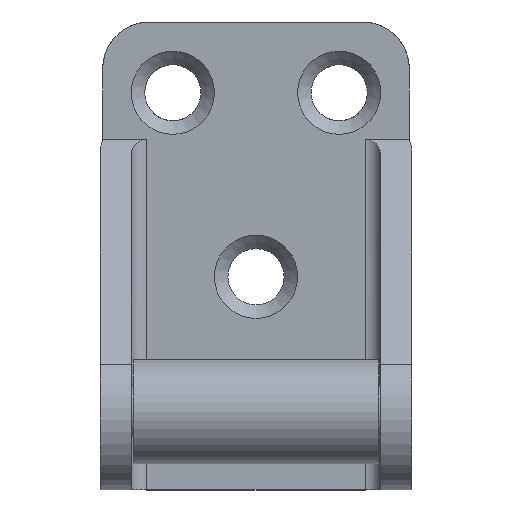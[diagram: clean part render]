
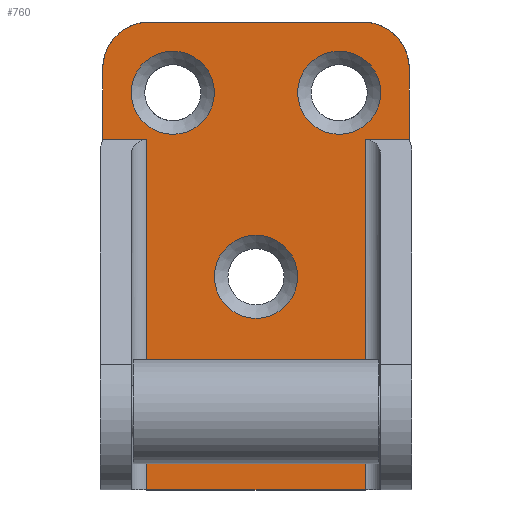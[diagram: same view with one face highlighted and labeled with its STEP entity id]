
A CAD part, top view. The second image highlights one B-rep face of the part: STEP entity #760.
In plain terms, the highlighted planar face has unit normal (0, 0, 1).
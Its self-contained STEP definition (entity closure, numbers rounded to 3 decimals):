
#10 = LINE ( 'NONE', #7657, #13691 ) ;
#23 = CARTESIAN_POINT ( 'NONE',  ( 14.743, 18., -10.75 ) ) ;
#224 = LINE ( 'NONE', #4404, #11441 ) ;
#230 = CARTESIAN_POINT ( 'NONE',  ( -10.5, -22.5, -10.75 ) ) ;
#263 = CARTESIAN_POINT ( 'NONE',  ( 8., 19.7, -10.75 ) ) ;
#479 = VERTEX_POINT ( 'NONE', #263 ) ;
#507 = CARTESIAN_POINT ( 'NONE',  ( -8., 15.7, -10.75 ) ) ;
#760 = ADVANCED_FACE ( 'NONE', ( #15489, #2250, #4542, #6053 ), #12745, .F. ) ;
#1378 = LINE ( 'NONE', #8076, #3863 ) ;
#1587 = EDGE_CURVE ( 'NONE', #4096, #7602, #14564, .T. ) ;
#1737 = DIRECTION ( 'NONE',  ( 0., 1., 0. ) ) ;
#1968 = DIRECTION ( 'NONE',  ( -1., 0., 0. ) ) ;
#2072 = DIRECTION ( 'NONE',  ( -1., 0., 0. ) ) ;
#2103 = ORIENTED_EDGE ( 'NONE', *, *, #7639, .F. ) ;
#2203 = DIRECTION ( 'NONE',  ( 0., 1., 0. ) ) ;
#2250 = FACE_BOUND ( 'NONE', #5733, .T. ) ;
#2260 = DIRECTION ( 'NONE',  ( 0., 0., -1. ) ) ;
#2292 = DIRECTION ( 'NONE',  ( -1., 0., 0. ) ) ;
#2544 = ORIENTED_EDGE ( 'NONE', *, *, #8211, .T. ) ;
#2800 = EDGE_CURVE ( 'NONE', #2849, #5592, #5626, .T. ) ;
#2849 = VERTEX_POINT ( 'NONE', #3319 ) ;
#3051 = EDGE_LOOP ( 'NONE', ( #5476 ) ) ;
#3067 = DIRECTION ( 'NONE',  ( 0., 0., -1. ) ) ;
#3220 = CARTESIAN_POINT ( 'NONE',  ( 15., 22.5, -10.75 ) ) ;
#3319 = CARTESIAN_POINT ( 'NONE',  ( 14.743, 11.2, -10.75 ) ) ;
#3863 = VECTOR ( 'NONE', #2072, 1000. ) ;
#4025 = CIRCLE ( 'NONE', #6392, 4. ) ;
#4096 = VERTEX_POINT ( 'NONE', #11764 ) ;
#4382 = LINE ( 'NONE', #9058, #7803 ) ;
#4404 = CARTESIAN_POINT ( 'NONE',  ( -12., -22.5, -10.75 ) ) ;
#4406 = DIRECTION ( 'NONE',  ( 0., 1., 0. ) ) ;
#4466 = DIRECTION ( 'NONE',  ( 0., 0., -1. ) ) ;
#4542 = FACE_BOUND ( 'NONE', #11020, .T. ) ;
#4901 = DIRECTION ( 'NONE',  ( 0., 1., 0. ) ) ;
#5080 = ORIENTED_EDGE ( 'NONE', *, *, #7660, .T. ) ;
#5158 = AXIS2_PLACEMENT_3D ( 'NONE', #3220, #3067, #11694 ) ;
#5305 = CARTESIAN_POINT ( 'NONE',  ( 14.743, 11.2, -10.75 ) ) ;
#5369 = VERTEX_POINT ( 'NONE', #10449 ) ;
#5417 = ORIENTED_EDGE ( 'NONE', *, *, #2800, .T. ) ;
#5476 = ORIENTED_EDGE ( 'NONE', *, *, #8873, .T. ) ;
#5528 = DIRECTION ( 'NONE',  ( 1., 0., 0. ) ) ;
#5592 = VERTEX_POINT ( 'NONE', #23 ) ;
#5621 = DIRECTION ( 'NONE',  ( -1., 0., 0. ) ) ;
#5626 = LINE ( 'NONE', #5305, #10955 ) ;
#5733 = EDGE_LOOP ( 'NONE', ( #5080 ) ) ;
#5842 = DIRECTION ( 'NONE',  ( -1., 0., 0. ) ) ;
#6053 = FACE_OUTER_BOUND ( 'NONE', #13314, .T. ) ;
#6096 = AXIS2_PLACEMENT_3D ( 'NONE', #10520, #10468, #5528 ) ;
#6356 = ORIENTED_EDGE ( 'NONE', *, *, #1587, .T. ) ;
#6392 = AXIS2_PLACEMENT_3D ( 'NONE', #507, #6525, #1737 ) ;
#6480 = AXIS2_PLACEMENT_3D ( 'NONE', #7035, #2260, #2203 ) ;
#6525 = DIRECTION ( 'NONE',  ( 0., 0., -1. ) ) ;
#6692 = CARTESIAN_POINT ( 'NONE',  ( 15., 11.2, -10.75 ) ) ;
#7035 = CARTESIAN_POINT ( 'NONE',  ( 0., -2., -10.75 ) ) ;
#7260 = EDGE_CURVE ( 'NONE', #2849, #7602, #1378, .T. ) ;
#7459 = CARTESIAN_POINT ( 'NONE',  ( -14.743, 11.2, -10.75 ) ) ;
#7508 = CARTESIAN_POINT ( 'NONE',  ( 10.243, 22.5, -10.75 ) ) ;
#7602 = VERTEX_POINT ( 'NONE', #8233 ) ;
#7639 = EDGE_CURVE ( 'NONE', #4096, #9306, #224, .T. ) ;
#7657 = CARTESIAN_POINT ( 'NONE',  ( -14.743, 22.5, -10.75 ) ) ;
#7660 = EDGE_CURVE ( 'NONE', #479, #479, #8226, .T. ) ;
#7803 = VECTOR ( 'NONE', #10230, 1000. ) ;
#8076 = CARTESIAN_POINT ( 'NONE',  ( 15., 11.2, -10.75 ) ) ;
#8097 = VERTEX_POINT ( 'NONE', #14022 ) ;
#8141 = ORIENTED_EDGE ( 'NONE', *, *, #9822, .F. ) ;
#8200 = CIRCLE ( 'NONE', #13310, 4.5 ) ;
#8211 = EDGE_CURVE ( 'NONE', #13971, #13971, #9349, .T. ) ;
#8226 = CIRCLE ( 'NONE', #13778, 4. ) ;
#8233 = CARTESIAN_POINT ( 'NONE',  ( 10.5, 11.2, -10.75 ) ) ;
#8341 = VERTEX_POINT ( 'NONE', #7459 ) ;
#8537 = EDGE_CURVE ( 'NONE', #8670, #8341, #10, .T. ) ;
#8670 = VERTEX_POINT ( 'NONE', #15341 ) ;
#8795 = ORIENTED_EDGE ( 'NONE', *, *, #8537, .T. ) ;
#8873 = EDGE_CURVE ( 'NONE', #14148, #14148, #4025, .T. ) ;
#8919 = DIRECTION ( 'NONE',  ( 0., 1., 0. ) ) ;
#8943 = VECTOR ( 'NONE', #2292, 1000. ) ;
#9058 = CARTESIAN_POINT ( 'NONE',  ( -10.5, -22.5, -10.75 ) ) ;
#9306 = VERTEX_POINT ( 'NONE', #230 ) ;
#9349 = CIRCLE ( 'NONE', #6480, 4. ) ;
#9598 = VERTEX_POINT ( 'NONE', #7508 ) ;
#9778 = EDGE_CURVE ( 'NONE', #8670, #8097, #12703, .T. ) ;
#9822 = EDGE_CURVE ( 'NONE', #5369, #8341, #11950, .T. ) ;
#10230 = DIRECTION ( 'NONE',  ( 0., -1., 0. ) ) ;
#10449 = CARTESIAN_POINT ( 'NONE',  ( -10.5, 11.2, -10.75 ) ) ;
#10468 = DIRECTION ( 'NONE',  ( 0., 0., -1. ) ) ;
#10520 = CARTESIAN_POINT ( 'NONE',  ( -10.243, 18., -10.75 ) ) ;
#10594 = EDGE_CURVE ( 'NONE', #5369, #9306, #4382, .T. ) ;
#10889 = CARTESIAN_POINT ( 'NONE',  ( 8., 15.7, -10.75 ) ) ;
#10955 = VECTOR ( 'NONE', #8919, 1000. ) ;
#11020 = EDGE_LOOP ( 'NONE', ( #2544 ) ) ;
#11135 = EDGE_CURVE ( 'NONE', #9598, #5592, #8200, .T. ) ;
#11156 = ORIENTED_EDGE ( 'NONE', *, *, #11135, .F. ) ;
#11441 = VECTOR ( 'NONE', #5621, 1000. ) ;
#11522 = CARTESIAN_POINT ( 'NONE',  ( 0., 2., -10.75 ) ) ;
#11694 = DIRECTION ( 'NONE',  ( 0., 1., 0. ) ) ;
#11734 = ORIENTED_EDGE ( 'NONE', *, *, #9778, .F. ) ;
#11756 = ORIENTED_EDGE ( 'NONE', *, *, #10594, .T. ) ;
#11764 = CARTESIAN_POINT ( 'NONE',  ( 10.5, -22.5, -10.75 ) ) ;
#11950 = LINE ( 'NONE', #6692, #8943 ) ;
#12623 = DIRECTION ( 'NONE',  ( 0., -1., 0. ) ) ;
#12703 = CIRCLE ( 'NONE', #6096, 4.5 ) ;
#12726 = CARTESIAN_POINT ( 'NONE',  ( -8., 19.7, -10.75 ) ) ;
#12745 = PLANE ( 'NONE',  #5158 ) ;
#12930 = CARTESIAN_POINT ( 'NONE',  ( 10.5, 11.2, -10.75 ) ) ;
#13030 = LINE ( 'NONE', #15183, #15082 ) ;
#13310 = AXIS2_PLACEMENT_3D ( 'NONE', #14303, #4466, #5842 ) ;
#13314 = EDGE_LOOP ( 'NONE', ( #5417, #11156, #14305, #11734, #8795, #8141, #11756, #2103, #6356, #15641 ) ) ;
#13691 = VECTOR ( 'NONE', #12623, 1000. ) ;
#13778 = AXIS2_PLACEMENT_3D ( 'NONE', #10889, #14509, #4901 ) ;
#13971 = VERTEX_POINT ( 'NONE', #11522 ) ;
#14022 = CARTESIAN_POINT ( 'NONE',  ( -10.243, 22.5, -10.75 ) ) ;
#14148 = VERTEX_POINT ( 'NONE', #12726 ) ;
#14303 = CARTESIAN_POINT ( 'NONE',  ( 10.243, 18., -10.75 ) ) ;
#14305 = ORIENTED_EDGE ( 'NONE', *, *, #14940, .T. ) ;
#14509 = DIRECTION ( 'NONE',  ( 0., 0., -1. ) ) ;
#14564 = LINE ( 'NONE', #12930, #14736 ) ;
#14736 = VECTOR ( 'NONE', #4406, 1000. ) ;
#14940 = EDGE_CURVE ( 'NONE', #9598, #8097, #13030, .T. ) ;
#15082 = VECTOR ( 'NONE', #1968, 1000. ) ;
#15183 = CARTESIAN_POINT ( 'NONE',  ( 15., 22.5, -10.75 ) ) ;
#15341 = CARTESIAN_POINT ( 'NONE',  ( -14.743, 18., -10.75 ) ) ;
#15489 = FACE_BOUND ( 'NONE', #3051, .T. ) ;
#15641 = ORIENTED_EDGE ( 'NONE', *, *, #7260, .F. ) ;
